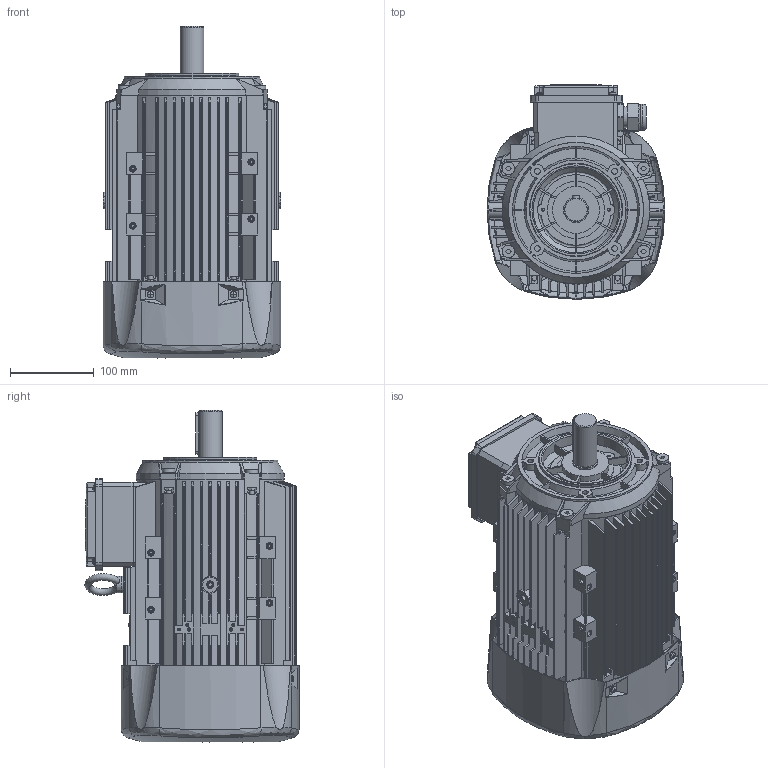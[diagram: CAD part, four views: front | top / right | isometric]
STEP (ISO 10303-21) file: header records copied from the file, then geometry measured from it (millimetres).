
FILE_DESCRIPTION(/* description */ (''),/* implementation_level */ '2;1');
FILE_NAME(/* name */ 'QS112_FC.stp',/* time_stamp */ '2015-02-25T17:31:29+02:00',/* author */ (''),/* organization */ (''),/* preprocessor_version */ 'ST-DEVELOPER v11',/* originating_system */ 'SIEMENS PLM Software NX 7.5',/* authorisation */ '');
FILE_SCHEMA (('AP203_CONFIGURATION_CONTROLLED_3D_DESIGN_OF_MECHANICAL_PARTS_AND_ASSEMBLIES_MIM_LF'));
Products named in the file (1): AR-000000395624_001
Bounding box: 212 x 255.49 x 395.5 mm (x, y, z)
Volume: 3175596.1 mm3; surface area: 1235571.2 mm2
Topology: 5 solids, 12 shells, 4604 faces, 12741 edges, 8301 vertices
Faces by surface type: plane 2237, cylinder 1590, cone 294, bspline 233, torus 184, sphere 44, extrusion 22
Full cylindrical faces by diameter (mm): 3.3 x2, 3.492 x1, 3.62 x1, 4 x3, 4.2 x8, 4.6 x1, 5 x1, 6 x17, 6.5 x4, 6.6 x8, 6.8 x12, 8 x9, 10.4 x2, 15 x8, 18.7 x2, 19 x2, 20 x3, 22.9 x2, 24.8 x8, 28 x1, 29.2 x2, 30.1 x2, 30.2 x3, 31.6 x2, 33.65 x2, 36 x1, 37 x1, 46 x2, 57.37 x1, 57.4 x2
Entity records: 159706 total; most frequent: CARTESIAN_POINT 41378, ORIENTED_EDGE 24674, DIRECTION 23424, EDGE_CURVE 12337, AXIS2_PLACEMENT_3D 8471, VERTEX_POINT 8264, VECTOR 6482, LINE 6460
